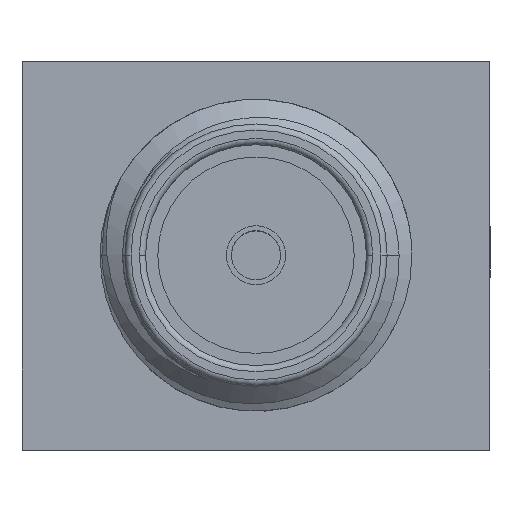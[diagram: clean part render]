
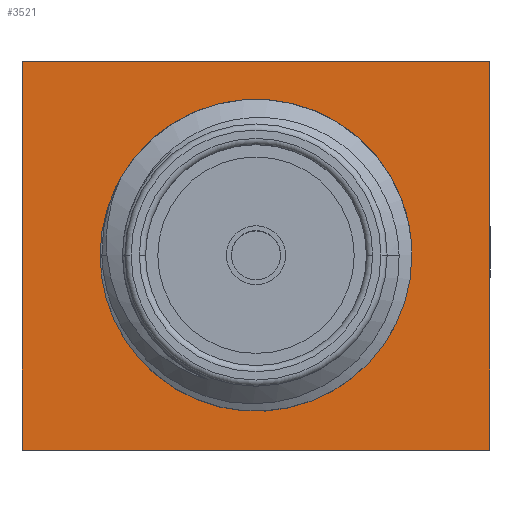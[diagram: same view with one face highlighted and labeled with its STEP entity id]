
A CAD part, top view. The second image highlights one B-rep face of the part: STEP entity #3521.
In plain terms, the highlighted planar face has unit normal (0, 0, 1).
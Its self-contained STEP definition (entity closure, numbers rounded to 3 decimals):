
#126 = CIRCLE ( 'NONE', #2589, 2.67 ) ;
#160 = DIRECTION ( 'NONE',  ( 0., 1., 0. ) ) ;
#350 = LINE ( 'NONE', #447, #931 ) ;
#376 = CARTESIAN_POINT ( 'NONE',  ( 0., 0., 0. ) ) ;
#407 = ORIENTED_EDGE ( 'NONE', *, *, #656, .T. ) ;
#420 = CARTESIAN_POINT ( 'NONE',  ( -4.765, 0., 0. ) ) ;
#447 = CARTESIAN_POINT ( 'NONE',  ( 0., 3.96, 0. ) ) ;
#461 = EDGE_LOOP ( 'NONE', ( #2502, #1590 ) ) ;
#545 = AXIS2_PLACEMENT_3D ( 'NONE', #3116, #3081, #1730 ) ;
#589 = LINE ( 'NONE', #2034, #2047 ) ;
#597 = EDGE_LOOP ( 'NONE', ( #407, #2173, #984, #916 ) ) ;
#627 = VERTEX_POINT ( 'NONE', #2032 ) ;
#651 = VECTOR ( 'NONE', #1467, 1000. ) ;
#656 = EDGE_CURVE ( 'NONE', #2476, #980, #762, .T. ) ;
#762 = LINE ( 'NONE', #2571, #2854 ) ;
#799 = DIRECTION ( 'NONE',  ( 0., 1., 0. ) ) ;
#896 = EDGE_CURVE ( 'NONE', #2642, #627, #126, .T. ) ;
#916 = ORIENTED_EDGE ( 'NONE', *, *, #2239, .T. ) ;
#920 = AXIS2_PLACEMENT_3D ( 'NONE', #3343, #1379, #160 ) ;
#931 = VECTOR ( 'NONE', #1991, 1000. ) ;
#980 = VERTEX_POINT ( 'NONE', #1304 ) ;
#984 = ORIENTED_EDGE ( 'NONE', *, *, #1478, .F. ) ;
#1021 = EDGE_CURVE ( 'NONE', #1100, #980, #350, .T. ) ;
#1058 = PLANE ( 'NONE',  #920 ) ;
#1100 = VERTEX_POINT ( 'NONE', #2847 ) ;
#1106 = CARTESIAN_POINT ( 'NONE',  ( 4.765, -3.96, 0. ) ) ;
#1267 = CARTESIAN_POINT ( 'NONE',  ( -2.67, 0., 0. ) ) ;
#1304 = CARTESIAN_POINT ( 'NONE',  ( 4.765, 3.96, 0. ) ) ;
#1319 = CIRCLE ( 'NONE', #545, 2.67 ) ;
#1379 = DIRECTION ( 'NONE',  ( 0., 0., -1. ) ) ;
#1463 = DIRECTION ( 'NONE',  ( 0., 1., 0. ) ) ;
#1467 = DIRECTION ( 'NONE',  ( 0., 1., 0. ) ) ;
#1478 = EDGE_CURVE ( 'NONE', #2630, #1100, #2907, .T. ) ;
#1590 = ORIENTED_EDGE ( 'NONE', *, *, #896, .F. ) ;
#1730 = DIRECTION ( 'NONE',  ( 0., 1., 0. ) ) ;
#1991 = DIRECTION ( 'NONE',  ( 1., 0., 0. ) ) ;
#2032 = CARTESIAN_POINT ( 'NONE',  ( 2.67, 0., 0. ) ) ;
#2034 = CARTESIAN_POINT ( 'NONE',  ( 0., -3.96, 0. ) ) ;
#2047 = VECTOR ( 'NONE', #2791, 1000. ) ;
#2173 = ORIENTED_EDGE ( 'NONE', *, *, #1021, .F. ) ;
#2239 = EDGE_CURVE ( 'NONE', #2630, #2476, #589, .T. ) ;
#2265 = EDGE_CURVE ( 'NONE', #627, #2642, #1319, .T. ) ;
#2423 = DIRECTION ( 'NONE',  ( 0., 0., 1. ) ) ;
#2476 = VERTEX_POINT ( 'NONE', #1106 ) ;
#2502 = ORIENTED_EDGE ( 'NONE', *, *, #2265, .F. ) ;
#2530 = FACE_BOUND ( 'NONE', #461, .T. ) ;
#2571 = CARTESIAN_POINT ( 'NONE',  ( 4.765, 0., 0. ) ) ;
#2589 = AXIS2_PLACEMENT_3D ( 'NONE', #376, #2423, #799 ) ;
#2630 = VERTEX_POINT ( 'NONE', #3405 ) ;
#2642 = VERTEX_POINT ( 'NONE', #1267 ) ;
#2791 = DIRECTION ( 'NONE',  ( 1., 0., 0. ) ) ;
#2847 = CARTESIAN_POINT ( 'NONE',  ( -4.765, 3.96, 0. ) ) ;
#2854 = VECTOR ( 'NONE', #1463, 1000. ) ;
#2907 = LINE ( 'NONE', #420, #651 ) ;
#3081 = DIRECTION ( 'NONE',  ( 0., 0., 1. ) ) ;
#3116 = CARTESIAN_POINT ( 'NONE',  ( 0., 0., 0. ) ) ;
#3343 = CARTESIAN_POINT ( 'NONE',  ( 0., 0., 0. ) ) ;
#3405 = CARTESIAN_POINT ( 'NONE',  ( -4.765, -3.96, 0. ) ) ;
#3437 = FACE_OUTER_BOUND ( 'NONE', #597, .T. ) ;
#3521 = ADVANCED_FACE ( 'NONE', ( #2530, #3437 ), #1058, .F. ) ;
